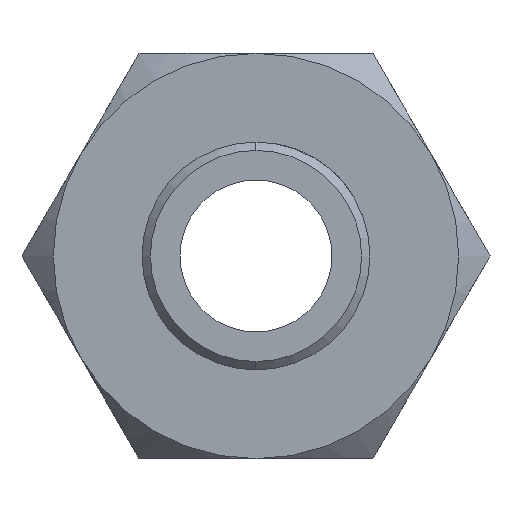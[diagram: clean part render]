
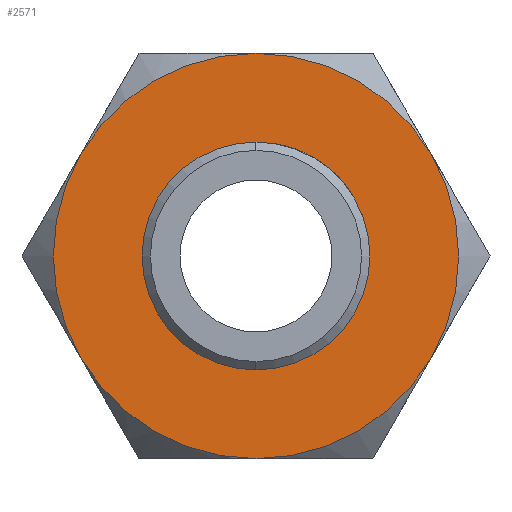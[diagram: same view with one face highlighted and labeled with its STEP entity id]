
A CAD part, left-side view. The second image highlights one B-rep face of the part: STEP entity #2571.
In plain terms, the highlighted planar face has unit normal (-1, 0, 0).
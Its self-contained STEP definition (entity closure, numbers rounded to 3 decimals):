
#42 = CARTESIAN_POINT ( 'NONE',  ( 22., 0., -12. ) ) ;
#69 = CARTESIAN_POINT ( 'NONE',  ( 22., 0., 6.75 ) ) ;
#145 = DIRECTION ( 'NONE',  ( 0., 0., -1. ) ) ;
#204 = CIRCLE ( 'NONE', #4722, 12. ) ;
#212 = CIRCLE ( 'NONE', #5075, 12. ) ;
#257 = EDGE_LOOP ( 'NONE', ( #1835, #3612, #2079, #4169, #2419, #2168 ) ) ;
#372 = CARTESIAN_POINT ( 'NONE',  ( 22., -10.392, 6. ) ) ;
#540 = DIRECTION ( 'NONE',  ( 1., 0., 0. ) ) ;
#576 = DIRECTION ( 'NONE',  ( 1., 0., 0. ) ) ;
#600 = CARTESIAN_POINT ( 'NONE',  ( 22., 0., 0. ) ) ;
#665 = VERTEX_POINT ( 'NONE', #3890 ) ;
#684 = DIRECTION ( 'NONE',  ( -1., 0., 0. ) ) ;
#778 = EDGE_CURVE ( 'NONE', #4452, #4189, #204, .T. ) ;
#819 = AXIS2_PLACEMENT_3D ( 'NONE', #2048, #1348, #3722 ) ;
#1079 = CIRCLE ( 'NONE', #5338, 12. ) ;
#1083 = EDGE_CURVE ( 'NONE', #3625, #1487, #2616, .T. ) ;
#1348 = DIRECTION ( 'NONE',  ( 1., 0., 0. ) ) ;
#1403 = CARTESIAN_POINT ( 'NONE',  ( 22., 0., 0. ) ) ;
#1414 = CIRCLE ( 'NONE', #4815, 12. ) ;
#1481 = CARTESIAN_POINT ( 'NONE',  ( 22., 10.392, -6. ) ) ;
#1487 = VERTEX_POINT ( 'NONE', #42 ) ;
#1633 = DIRECTION ( 'NONE',  ( 1., 0., 0. ) ) ;
#1659 = CARTESIAN_POINT ( 'NONE',  ( 22., 0., 0. ) ) ;
#1770 = EDGE_CURVE ( 'NONE', #4452, #2732, #1414, .T. ) ;
#1835 = ORIENTED_EDGE ( 'NONE', *, *, #3265, .F. ) ;
#1944 = CARTESIAN_POINT ( 'NONE',  ( 22., 0., 12. ) ) ;
#1999 = EDGE_CURVE ( 'NONE', #2732, #3625, #212, .T. ) ;
#2027 = CIRCLE ( 'NONE', #4034, 6.75 ) ;
#2048 = CARTESIAN_POINT ( 'NONE',  ( 22., 0., 0. ) ) ;
#2079 = ORIENTED_EDGE ( 'NONE', *, *, #1999, .F. ) ;
#2168 = ORIENTED_EDGE ( 'NONE', *, *, #3259, .F. ) ;
#2198 = DIRECTION ( 'NONE',  ( 1., 0., 0. ) ) ;
#2322 = DIRECTION ( 'NONE',  ( 0., 0., 1. ) ) ;
#2408 = CARTESIAN_POINT ( 'NONE',  ( 22., 10.392, 6. ) ) ;
#2419 = ORIENTED_EDGE ( 'NONE', *, *, #778, .T. ) ;
#2529 = CARTESIAN_POINT ( 'NONE',  ( 22., -10.392, -6. ) ) ;
#2571 = ADVANCED_FACE ( 'NONE', ( #3773, #3329 ), #5086, .F. ) ;
#2596 = CARTESIAN_POINT ( 'NONE',  ( 22., 0., 0. ) ) ;
#2599 = CARTESIAN_POINT ( 'NONE',  ( 22., 0., 0. ) ) ;
#2616 = CIRCLE ( 'NONE', #2793, 12. ) ;
#2732 = VERTEX_POINT ( 'NONE', #372 ) ;
#2793 = AXIS2_PLACEMENT_3D ( 'NONE', #4188, #540, #4215 ) ;
#2975 = CIRCLE ( 'NONE', #4123, 12. ) ;
#3055 = DIRECTION ( 'NONE',  ( 0., 0., -1. ) ) ;
#3112 = DIRECTION ( 'NONE',  ( 1., 0., 0. ) ) ;
#3151 = CIRCLE ( 'NONE', #4552, 6.75 ) ;
#3167 = DIRECTION ( 'NONE',  ( -1., 0., 0. ) ) ;
#3234 = EDGE_CURVE ( 'NONE', #4998, #665, #3151, .T. ) ;
#3259 = EDGE_CURVE ( 'NONE', #4502, #4189, #1079, .T. ) ;
#3265 = EDGE_CURVE ( 'NONE', #1487, #4502, #2975, .T. ) ;
#3313 = DIRECTION ( 'NONE',  ( 0., 0., -1. ) ) ;
#3329 = FACE_OUTER_BOUND ( 'NONE', #257, .T. ) ;
#3480 = ORIENTED_EDGE ( 'NONE', *, *, #3234, .F. ) ;
#3588 = DIRECTION ( 'NONE',  ( 0., 0., -1. ) ) ;
#3612 = ORIENTED_EDGE ( 'NONE', *, *, #1083, .F. ) ;
#3625 = VERTEX_POINT ( 'NONE', #2529 ) ;
#3722 = DIRECTION ( 'NONE',  ( 0., 0., -1. ) ) ;
#3742 = ORIENTED_EDGE ( 'NONE', *, *, #4411, .F. ) ;
#3773 = FACE_BOUND ( 'NONE', #4432, .T. ) ;
#3890 = CARTESIAN_POINT ( 'NONE',  ( 22., 0., -6.75 ) ) ;
#3944 = CARTESIAN_POINT ( 'NONE',  ( 22., 0., 0. ) ) ;
#4034 = AXIS2_PLACEMENT_3D ( 'NONE', #2596, #3167, #2322 ) ;
#4123 = AXIS2_PLACEMENT_3D ( 'NONE', #3944, #3112, #3588 ) ;
#4169 = ORIENTED_EDGE ( 'NONE', *, *, #1770, .F. ) ;
#4188 = CARTESIAN_POINT ( 'NONE',  ( 22., 0., 0. ) ) ;
#4189 = VERTEX_POINT ( 'NONE', #2408 ) ;
#4215 = DIRECTION ( 'NONE',  ( 0., 0., -1. ) ) ;
#4301 = DIRECTION ( 'NONE',  ( 0., 0., 1. ) ) ;
#4411 = EDGE_CURVE ( 'NONE', #665, #4998, #2027, .T. ) ;
#4432 = EDGE_LOOP ( 'NONE', ( #3480, #3742 ) ) ;
#4452 = VERTEX_POINT ( 'NONE', #1944 ) ;
#4502 = VERTEX_POINT ( 'NONE', #1481 ) ;
#4552 = AXIS2_PLACEMENT_3D ( 'NONE', #1403, #684, #4301 ) ;
#4705 = CARTESIAN_POINT ( 'NONE',  ( 22., 0., 0. ) ) ;
#4722 = AXIS2_PLACEMENT_3D ( 'NONE', #4705, #4734, #4817 ) ;
#4734 = DIRECTION ( 'NONE',  ( -1., 0., 0. ) ) ;
#4815 = AXIS2_PLACEMENT_3D ( 'NONE', #1659, #1633, #3313 ) ;
#4817 = DIRECTION ( 'NONE',  ( 0., 0., 1. ) ) ;
#4998 = VERTEX_POINT ( 'NONE', #69 ) ;
#5075 = AXIS2_PLACEMENT_3D ( 'NONE', #2599, #2198, #145 ) ;
#5086 = PLANE ( 'NONE',  #819 ) ;
#5338 = AXIS2_PLACEMENT_3D ( 'NONE', #600, #576, #3055 ) ;
